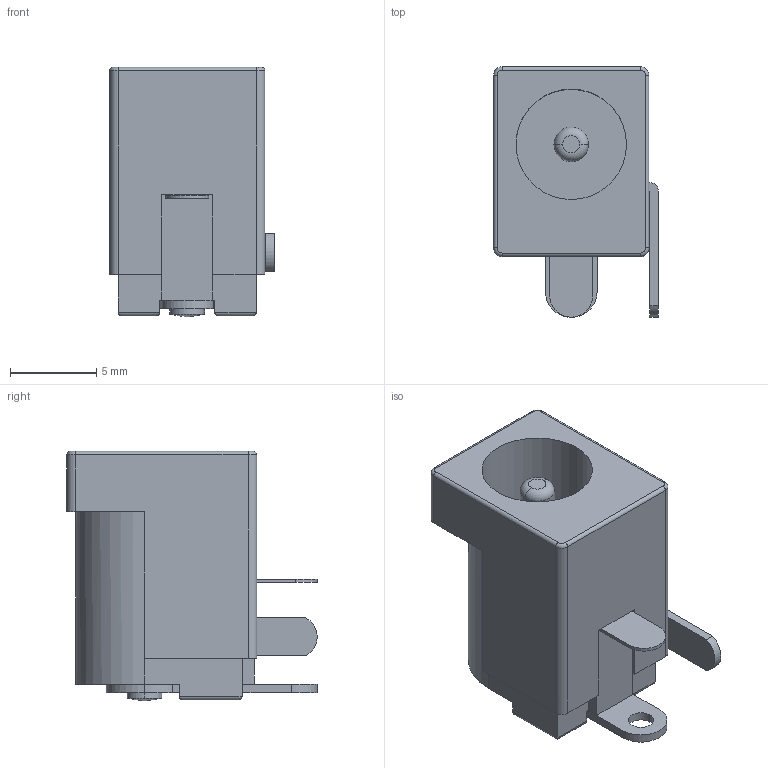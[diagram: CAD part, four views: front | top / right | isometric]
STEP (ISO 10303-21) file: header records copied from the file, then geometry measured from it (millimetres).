
FILE_DESCRIPTION (( 'STEP AP214' ), '1' );
FILE_NAME ('KLDHCX-0202-A_rA2.STEP', '2012-02-10T22:21:56', ( ' ' ), ( ' ' ), 'SwSTEP 2.0', 'SolidWorks 2007', '' );
FILE_SCHEMA (( 'AUTOMOTIVE_DESIGN' ));
Length unit declared in the file: millimetre
Products named in the file (1): KLDHCX-0202-A_rA2
Bounding box: 9.55 x 14.5 x 14.45 mm (x, y, z)
Volume: 912.1 mm3; surface area: 1060.8 mm2
Topology: 1 solids, 1 shells, 95 faces, 241 edges, 152 vertices
Faces by surface type: plane 52, cylinder 35, torus 6, bspline 2
Entity records: 3489 total; most frequent: CARTESIAN_POINT 547, DIRECTION 482, ORIENTED_EDGE 478, EDGE_CURVE 239, VECTOR 164, LINE 164, AXIS2_PLACEMENT_3D 159, VERTEX_POINT 152
